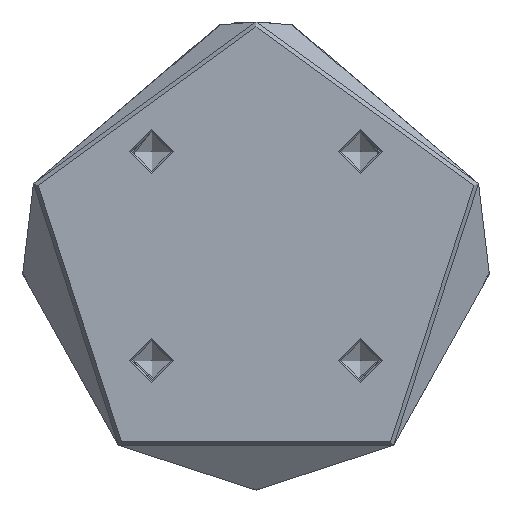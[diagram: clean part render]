
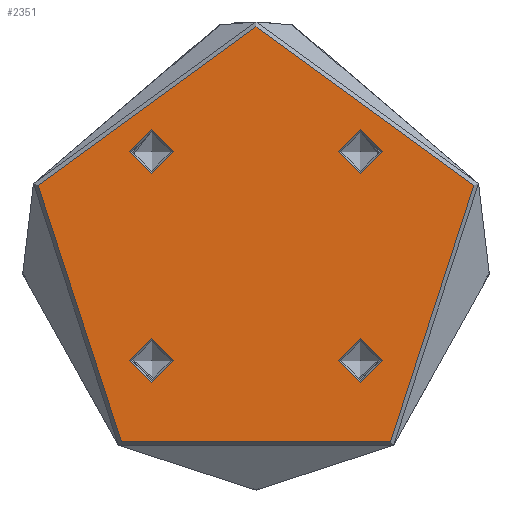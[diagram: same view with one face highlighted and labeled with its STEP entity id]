
A CAD part, front view. The second image highlights one B-rep face of the part: STEP entity #2351.
In plain terms, the highlighted face is planar.
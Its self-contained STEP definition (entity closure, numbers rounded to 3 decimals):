
#15 = EDGE_LOOP ( 'NONE', ( #3986 ) ) ;
#62 = VERTEX_POINT ( 'NONE', #5826 ) ;
#330 = FACE_BOUND ( 'NONE', #4238, .T. ) ;
#371 = CARTESIAN_POINT ( 'NONE',  ( -21.213, 21.213, 0. ) ) ;
#847 = DIRECTION ( 'NONE',  ( -1., 0., 0. ) ) ;
#928 = CARTESIAN_POINT ( 'NONE',  ( 21.213, -21.213, 0. ) ) ;
#942 = EDGE_LOOP ( 'NONE', ( #2150 ) ) ;
#955 = EDGE_CURVE ( 'NONE', #1510, #1510, #5340, .T. ) ;
#1035 = CARTESIAN_POINT ( 'NONE',  ( -25.713, 21.213, 0. ) ) ;
#1420 = DIRECTION ( 'NONE',  ( 1., 0., 0. ) ) ;
#1421 = ORIENTED_EDGE ( 'NONE', *, *, #2473, .T. ) ;
#1440 = CIRCLE ( 'NONE', #5870, 4.5 ) ;
#1510 = VERTEX_POINT ( 'NONE', #4358 ) ;
#1565 = AXIS2_PLACEMENT_3D ( 'NONE', #371, #3769, #847 ) ;
#1607 = EDGE_CURVE ( 'NONE', #62, #62, #1655, .T. ) ;
#1614 = FACE_BOUND ( 'NONE', #1840, .T. ) ;
#1655 = CIRCLE ( 'NONE', #4911, 46.5 ) ;
#1683 = AXIS2_PLACEMENT_3D ( 'NONE', #928, #4353, #1420 ) ;
#1711 = CARTESIAN_POINT ( 'NONE',  ( 0., 0., 0. ) ) ;
#1840 = EDGE_LOOP ( 'NONE', ( #1421 ) ) ;
#1874 = CARTESIAN_POINT ( 'NONE',  ( 21.213, 21.213, 0. ) ) ;
#1881 = VERTEX_POINT ( 'NONE', #1035 ) ;
#1945 = ORIENTED_EDGE ( 'NONE', *, *, #4899, .T. ) ;
#2150 = ORIENTED_EDGE ( 'NONE', *, *, #955, .F. ) ;
#2193 = DIRECTION ( 'NONE',  ( 0., 0., -1. ) ) ;
#2293 = CARTESIAN_POINT ( 'NONE',  ( -21.213, -21.213, 0. ) ) ;
#2351 = ADVANCED_FACE ( 'NONE', ( #5515, #3535, #1614, #330, #5365 ), #4657, .F. ) ;
#2364 = DIRECTION ( 'NONE',  ( 1., 0., 0. ) ) ;
#2438 = CARTESIAN_POINT ( 'NONE',  ( 0., 0., 0. ) ) ;
#2473 = EDGE_CURVE ( 'NONE', #3643, #3643, #2988, .T. ) ;
#2791 = DIRECTION ( 'NONE',  ( -1., 0., 0. ) ) ;
#2926 = DIRECTION ( 'NONE',  ( 1., 0., 0. ) ) ;
#2988 = CIRCLE ( 'NONE', #1683, 4.5 ) ;
#3535 = FACE_BOUND ( 'NONE', #3913, .T. ) ;
#3643 = VERTEX_POINT ( 'NONE', #4383 ) ;
#3769 = DIRECTION ( 'NONE',  ( 0., 0., -1. ) ) ;
#3913 = EDGE_LOOP ( 'NONE', ( #1945 ) ) ;
#3986 = ORIENTED_EDGE ( 'NONE', *, *, #1607, .T. ) ;
#4238 = EDGE_LOOP ( 'NONE', ( #5301 ) ) ;
#4353 = DIRECTION ( 'NONE',  ( 0., 0., -1. ) ) ;
#4358 = CARTESIAN_POINT ( 'NONE',  ( -25.713, -21.213, 0. ) ) ;
#4383 = CARTESIAN_POINT ( 'NONE',  ( 25.713, -21.213, 0. ) ) ;
#4657 = PLANE ( 'NONE',  #4774 ) ;
#4774 = AXIS2_PLACEMENT_3D ( 'NONE', #1711, #2193, #5617 ) ;
#4899 = EDGE_CURVE ( 'NONE', #1881, #1881, #5394, .T. ) ;
#4911 = AXIS2_PLACEMENT_3D ( 'NONE', #2438, #5861, #2926 ) ;
#5297 = DIRECTION ( 'NONE',  ( 0., 0., 1. ) ) ;
#5301 = ORIENTED_EDGE ( 'NONE', *, *, #6080, .F. ) ;
#5340 = CIRCLE ( 'NONE', #5578, 4.5 ) ;
#5365 = FACE_OUTER_BOUND ( 'NONE', #15, .T. ) ;
#5394 = CIRCLE ( 'NONE', #1565, 4.5 ) ;
#5483 = VERTEX_POINT ( 'NONE', #5942 ) ;
#5515 = FACE_BOUND ( 'NONE', #942, .T. ) ;
#5578 = AXIS2_PLACEMENT_3D ( 'NONE', #2293, #5720, #2791 ) ;
#5617 = DIRECTION ( 'NONE',  ( -1., 0., 0. ) ) ;
#5720 = DIRECTION ( 'NONE',  ( 0., 0., 1. ) ) ;
#5826 = CARTESIAN_POINT ( 'NONE',  ( 46.5, 0., 0. ) ) ;
#5861 = DIRECTION ( 'NONE',  ( 0., 0., 1. ) ) ;
#5870 = AXIS2_PLACEMENT_3D ( 'NONE', #1874, #5297, #2364 ) ;
#5942 = CARTESIAN_POINT ( 'NONE',  ( 25.713, 21.213, 0. ) ) ;
#6080 = EDGE_CURVE ( 'NONE', #5483, #5483, #1440, .T. ) ;
